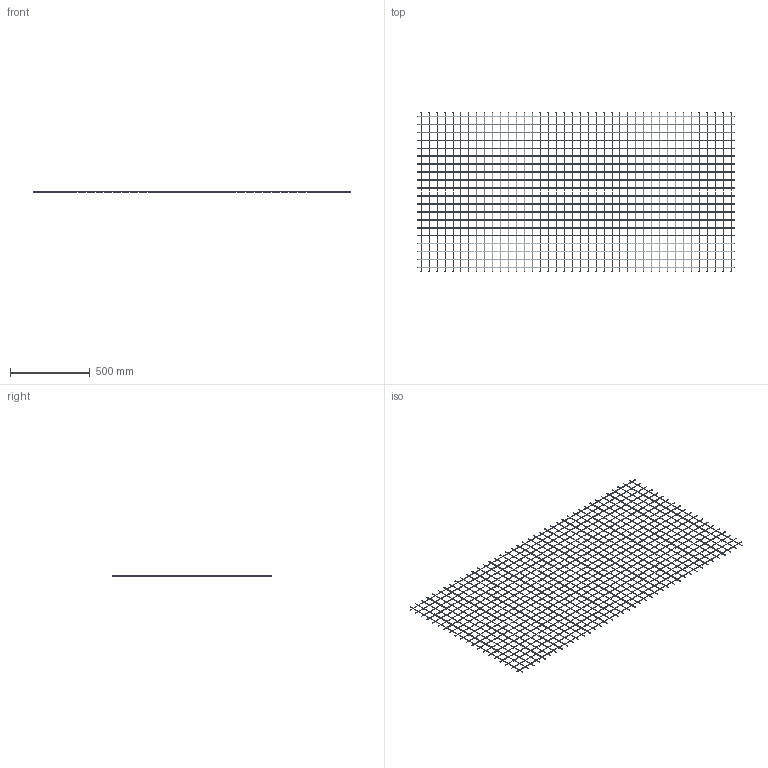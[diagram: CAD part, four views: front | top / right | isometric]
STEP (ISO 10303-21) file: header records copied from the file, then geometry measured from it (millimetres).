
FILE_DESCRIPTION(/* description */ ('Unknown'),/* implementation_level */ '2;1');
FILE_NAME(/* name */ 'spotwelded_wire_mesh_panel_3x50x50_1000x2000',/* time_stamp */ '2020-01-31T15:52:09+01:00',/* author */ ('Unknown'),/* organization */ ('Unknown'),/* preprocessor_version */ 'ST-DEVELOPER v16.7',/* originating_system */ 'DEX',/* authorisation */ $);
FILE_SCHEMA (('AUTOMOTIVE_DESIGN {1 0 10303 214 3 1 1}'));
Length unit declared in the file: millimetre
Products named in the file (22): spotwelded_wire_mesh_panel_3x50x50_1000x2000; wire_D3x2000_oa_0; wire_D3x2000_oa_1; wire_D3x2000_oa_2; wire_D3x2000_oa_3; wire_D3x2000_oa_4; wire_D3x2000_oa_5; wire_D3x2000_oa_6; wire_D3x2000_oa_7; wire_D3x2000_oa_8; wire_D3x2000_oa_9; wire_D3x2000_oa_10; wire_D3x2000_oa_11; wire_D3x2000_oa_12; wire_D3x2000_oa_13; wire_D3x2000_oa_14; wire_D3x2000_oa_15; wire_D3x2000_oa_16; wire_D3x2000_oa_17; wire_D3x2000_oa_18; wire_D3x2000_oa_19; wire_D3x1000
Assembly tree (60 placements, depth 2):
  spotwelded_wire_mesh_panel_3x50x50_1000x2000
    wire_D3x2000_oa_0
    wire_D3x2000_oa_1
    wire_D3x2000_oa_2
    wire_D3x2000_oa_3
    wire_D3x2000_oa_4
    wire_D3x2000_oa_5
    wire_D3x2000_oa_6
    wire_D3x2000_oa_7
    wire_D3x2000_oa_8
    wire_D3x2000_oa_9
    wire_D3x2000_oa_10
    wire_D3x2000_oa_11
    wire_D3x2000_oa_12
    wire_D3x2000_oa_13
    wire_D3x2000_oa_14
    wire_D3x2000_oa_15
    wire_D3x2000_oa_16
    wire_D3x2000_oa_17
    wire_D3x2000_oa_18
    wire_D3x2000_oa_19
    wire_D3x1000  x40
Bounding box: 2000 x 1000 x 4.97 mm (x, y, z)
Volume: 562361.7 mm3; surface area: 754830.4 mm2
Topology: 60 solids, 60 shells, 980 faces, 980 edges, 920 vertices
Faces by surface type: cylinder 860, plane 120
Full cylindrical faces by diameter (mm): 3 x60
Entity records: 29935 total; most frequent: CARTESIAN_POINT 17008, DIRECTION 1932, ORIENTED_EDGE 1684, EDGE_LOOP 1684, FACE_BOUND 1684, AXIS2_PLACEMENT_3D 966, ADVANCED_FACE 863, EDGE_CURVE 842
